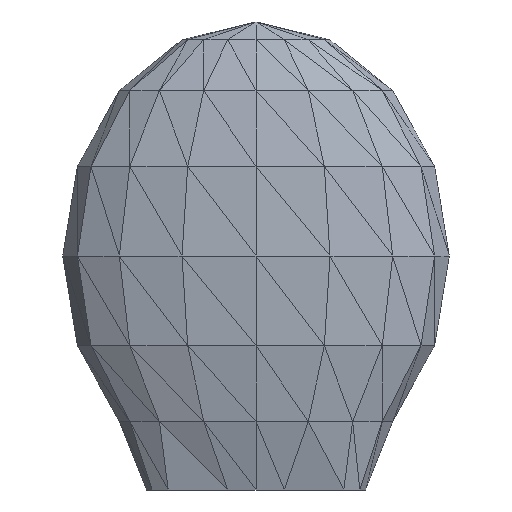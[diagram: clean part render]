
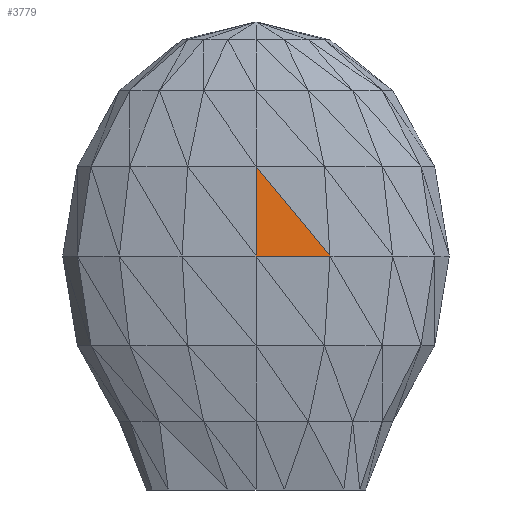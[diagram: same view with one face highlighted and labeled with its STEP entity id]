
A CAD part, front view. The second image highlights one B-rep face of the part: STEP entity #3779.
In plain terms, the highlighted planar face has unit normal (0.063, -0.997, 0.052).
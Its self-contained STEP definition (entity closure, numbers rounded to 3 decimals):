
#3166=CARTESIAN_POINT('',(3.75,-2.604,9.995));
#3165=VERTEX_POINT('',#3166);
#3205=CARTESIAN_POINT('',(6.909,-2.405,9.995));
#3204=VERTEX_POINT('',#3205);
#3779=ADVANCED_FACE('',(#3785),#3780,.T.);
#3780=PLANE('',#3781);
#3781=AXIS2_PLACEMENT_3D('',#3782,#3783,#3784);
#3782=CARTESIAN_POINT('',(6.909,-2.405,9.995));
#3783=DIRECTION('',(0.063,-0.997,0.052));
#3784=DIRECTION('',(0.,0.,1.));
#3785=FACE_OUTER_BOUND('',#3786,.T.);
#3786=EDGE_LOOP('',(#3787,#3797,#3807));
#3790=CARTESIAN_POINT('',(3.75,-2.405,13.82));
#3789=VERTEX_POINT('',#3790);
#3788=EDGE_CURVE('',#3789,#3204,#3793,.T.);
#3793=LINE('',#3790,#3795);
#3795=VECTOR('',#3796,4.961);
#3796=DIRECTION('',(0.637,0.0,-0.771));
#3787=ORIENTED_EDGE('',*,*,#3788,.F.);
#3798=EDGE_CURVE('',#3165,#3789,#3803,.T.);
#3803=LINE('',#3166,#3805);
#3805=VECTOR('',#3806,3.83);
#3806=DIRECTION('',(0.0,0.052,0.999));
#3797=ORIENTED_EDGE('',*,*,#3798,.F.);
#3808=EDGE_CURVE('',#3204,#3165,#3813,.T.);
#3813=LINE('',#3205,#3815);
#3815=VECTOR('',#3816,3.165);
#3816=DIRECTION('',(-0.998,-0.063,0.0));
#3807=ORIENTED_EDGE('',*,*,#3808,.F.);
